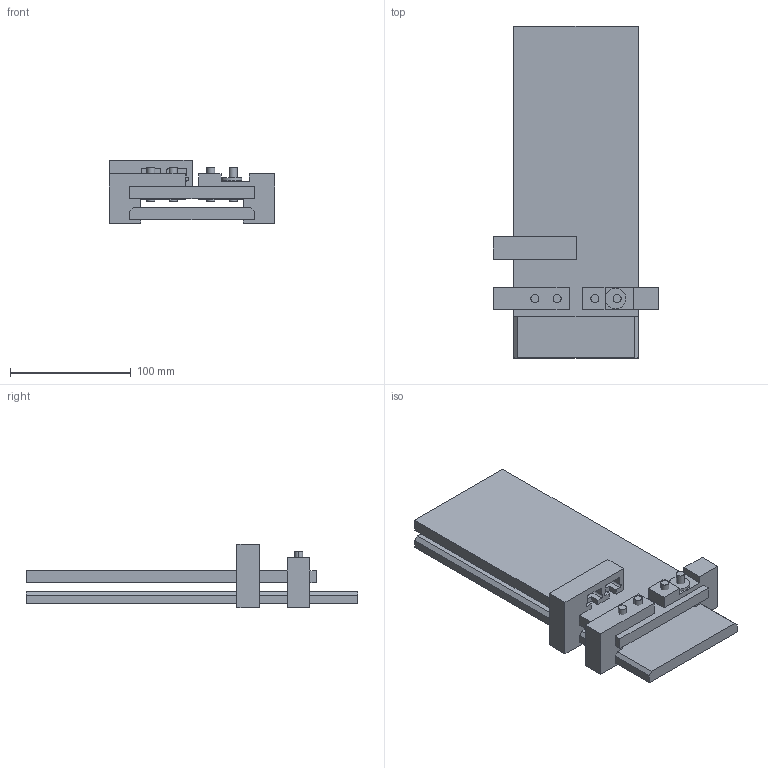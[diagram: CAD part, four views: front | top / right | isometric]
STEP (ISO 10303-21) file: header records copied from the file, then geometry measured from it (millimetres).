
FILE_DESCRIPTION(/* description */ (''),/* implementation_level */ '2;1');
FILE_NAME(/* name */ 'CHAMFE~1',/* time_stamp */ '2017-01-14T20:46:09+01:00',/* author */ (''),/* organization */ (''),/* preprocessor_version */ 'ST-DEVELOPER v15',/* originating_system */ '',/* authorisation */ '');
FILE_SCHEMA (('AUTOMOTIVE_DESIGN'));
Length unit declared in the file: millimetre
Products named in the file (1): Document
Bounding box: 137.01 x 274.78 x 52.19 mm (x, y, z)
Volume: 613746.2 mm3; surface area: 152265.3 mm2
Topology: 10 solids, 10 shells, 125 faces, 311 edges, 206 vertices
Faces by surface type: plane 107, bspline 18
Entity records: 3444 total; most frequent: CARTESIAN_POINT 1224, ORIENTED_EDGE 622, EDGE_CURVE 311, B_SPLINE_CURVE_WITH_KNOTS 261, VERTEX_POINT 206, ADVANCED_FACE 125, FACE_OUTER_BOUND 125, EDGE_LOOP 125
